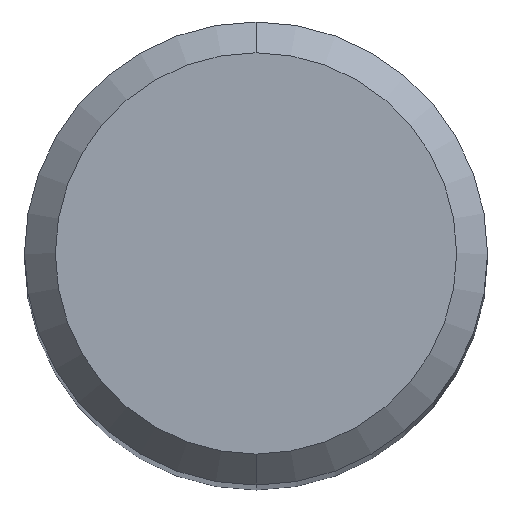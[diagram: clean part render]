
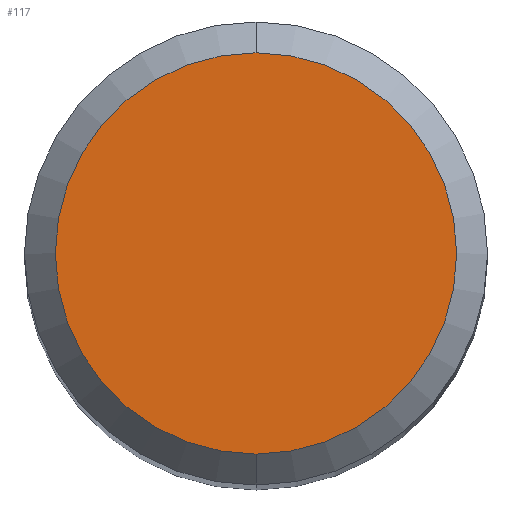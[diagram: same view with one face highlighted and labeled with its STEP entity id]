
A CAD part, top view. The second image highlights one B-rep face of the part: STEP entity #117.
In plain terms, the highlighted planar face has unit normal (0, 0, 1).
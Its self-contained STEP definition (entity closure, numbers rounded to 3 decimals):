
#117=ADVANCED_FACE('',(#273),#274,.T.);
#121=EDGE_CURVE('',#205,#165,#278,.T.);
#127=EDGE_CURVE('',#165,#205,#285,.T.);
#165=VERTEX_POINT('',#325);
#205=VERTEX_POINT('',#372);
#273=FACE_OUTER_BOUND('',#436,.T.);
#274=PLANE('',#437);
#278=CIRCLE('',#442,2.6);
#285=CIRCLE('',#452,2.6);
#325=CARTESIAN_POINT('',(0.,-2.6,0.0));
#372=CARTESIAN_POINT('',(0.0,2.6,0.0));
#436=EDGE_LOOP('',(#645,#646));
#437=AXIS2_PLACEMENT_3D('',#647,#648,#649);
#442=AXIS2_PLACEMENT_3D('',#650,#651,#652);
#452=AXIS2_PLACEMENT_3D('',#662,#663,#664);
#645=ORIENTED_EDGE('',*,*,#121,.F.);
#646=ORIENTED_EDGE('',*,*,#127,.F.);
#647=CARTESIAN_POINT('',(0.0,1.3,0.0));
#648=DIRECTION('',(-0.0,0.0,1.0));
#649=DIRECTION('',(0.0,-1.0,0.0));
#650=CARTESIAN_POINT('',(0.0,0.0,0.0));
#651=DIRECTION('',(0.0,0.0,-1.0));
#652=DIRECTION('',(0.0,1.0,0.0));
#662=CARTESIAN_POINT('',(0.0,0.0,0.0));
#663=DIRECTION('',(0.0,0.0,-1.0));
#664=DIRECTION('',(0.0,1.0,0.0));
